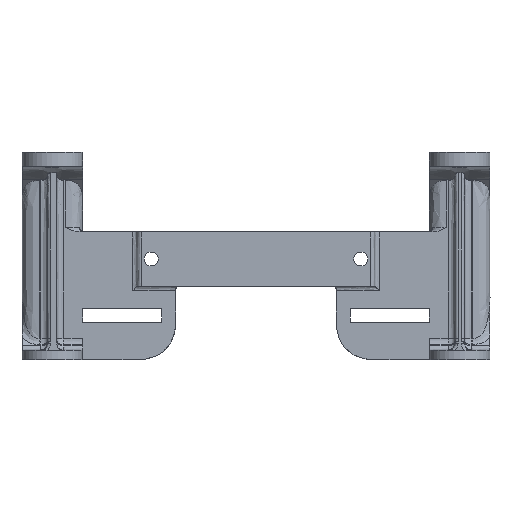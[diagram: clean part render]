
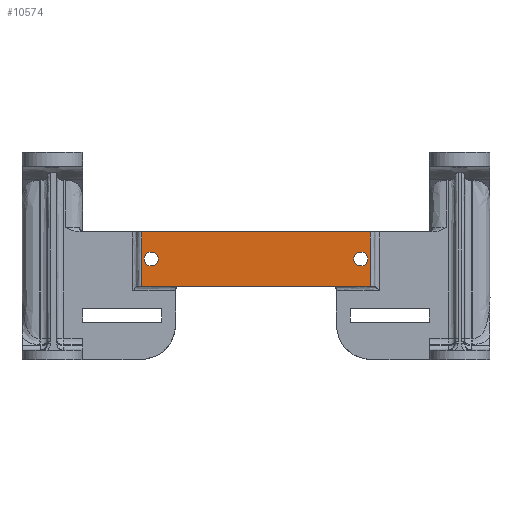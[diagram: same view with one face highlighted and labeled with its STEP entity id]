
A CAD part, left-side view. The second image highlights one B-rep face of the part: STEP entity #10574.
In plain terms, the highlighted planar face has unit normal (-1, 0, 0).
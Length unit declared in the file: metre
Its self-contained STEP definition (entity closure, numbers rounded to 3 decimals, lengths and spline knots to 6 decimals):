
#64=CIRCLE('',#11162,0.0015);
#65=CIRCLE('',#11164,0.0015);
#456=B_SPLINE_CURVE_WITH_KNOTS('',3,(#16976,#16977,#16978,#16979),
 .UNSPECIFIED.,.F.,.F.,(4,4),(0.,1.),.UNSPECIFIED.);
#457=B_SPLINE_CURVE_WITH_KNOTS('',3,(#16980,#16981,#16982,#16983),
 .UNSPECIFIED.,.F.,.F.,(4,4),(0.,1.),.UNSPECIFIED.);
#1956=ORIENTED_EDGE('',*,*,#4909,.F.);
#1957=ORIENTED_EDGE('',*,*,#4908,.F.);
#1958=ORIENTED_EDGE('',*,*,#4903,.T.);
#1959=ORIENTED_EDGE('',*,*,#4922,.T.);
#1960=ORIENTED_EDGE('',*,*,#4917,.F.);
#1961=ORIENTED_EDGE('',*,*,#4923,.T.);
#4903=EDGE_CURVE('',#6384,#6383,#7256,.T.);
#4908=EDGE_CURVE('',#6388,#6388,#64,.T.);
#4909=EDGE_CURVE('',#6389,#6389,#65,.T.);
#4917=EDGE_CURVE('',#6392,#6393,#7257,.T.);
#4922=EDGE_CURVE('',#6383,#6393,#456,.T.);
#4923=EDGE_CURVE('',#6392,#6384,#457,.T.);
#6383=VERTEX_POINT('',#16882);
#6384=VERTEX_POINT('',#16884);
#6388=VERTEX_POINT('',#16906);
#6389=VERTEX_POINT('',#16909);
#6392=VERTEX_POINT('',#16947);
#6393=VERTEX_POINT('',#16949);
#7256=LINE('',#16883,#8323);
#7257=LINE('',#16948,#8324);
#8323=VECTOR('',#12504,1.);
#8324=VECTOR('',#12515,1.);
#8900=EDGE_LOOP('',(#1956));
#8901=EDGE_LOOP('',(#1957));
#8902=EDGE_LOOP('',(#1958,#1959,#1960,#1961));
#9635=FACE_BOUND('',#8900,.T.);
#9636=FACE_BOUND('',#8901,.T.);
#9637=FACE_BOUND('',#8902,.T.);
#10163=PLANE('',#11167);
#10574=ADVANCED_FACE('',(#9635,#9636,#9637),#10163,.T.);
#11162=AXIS2_PLACEMENT_3D('',#16905,#12507,#12508);
#11164=AXIS2_PLACEMENT_3D('',#16908,#12511,#12512);
#11167=AXIS2_PLACEMENT_3D('',#16975,#12518,#12519);
#12504=DIRECTION('',(0.,-1.,0.));
#12507=DIRECTION('',(-1.,0.,0.));
#12508=DIRECTION('',(0.,-1.,0.));
#12511=DIRECTION('',(-1.,0.,0.));
#12512=DIRECTION('',(0.,-1.,0.));
#12515=DIRECTION('',(0.,-1.,0.));
#12518=DIRECTION('',(-1.,0.,0.));
#12519=DIRECTION('',(0.,-1.,0.));
#16882=CARTESIAN_POINT('',(-0.0315,-0.0245,0.0158));
#16883=CARTESIAN_POINT('',(-0.0315,0.,0.0158));
#16884=CARTESIAN_POINT('',(-0.0315,0.0245,0.0158));
#16905=CARTESIAN_POINT('',(-0.0315,-0.0225,0.021603));
#16906=CARTESIAN_POINT('',(-0.0315,-0.024,0.021603));
#16908=CARTESIAN_POINT('',(-0.0315,0.0225,0.021603));
#16909=CARTESIAN_POINT('',(-0.0315,0.021,0.021603));
#16947=CARTESIAN_POINT('',(-0.0315,0.0245,0.027407));
#16948=CARTESIAN_POINT('',(-0.0315,0.,0.027407));
#16949=CARTESIAN_POINT('',(-0.0315,-0.0245,0.027407));
#16975=CARTESIAN_POINT('',(-0.0315,0.,0.021603));
#16976=CARTESIAN_POINT('',(-0.0315,-0.0245,0.0158));
#16977=CARTESIAN_POINT('',(-0.0315,-0.0245,0.019669));
#16978=CARTESIAN_POINT('',(-0.0315,-0.0245,0.023538));
#16979=CARTESIAN_POINT('',(-0.0315,-0.0245,0.027407));
#16980=CARTESIAN_POINT('',(-0.0315,0.0245,0.027407));
#16981=CARTESIAN_POINT('',(-0.0315,0.0245,0.023538));
#16982=CARTESIAN_POINT('',(-0.0315,0.0245,0.019669));
#16983=CARTESIAN_POINT('',(-0.0315,0.0245,0.0158));
